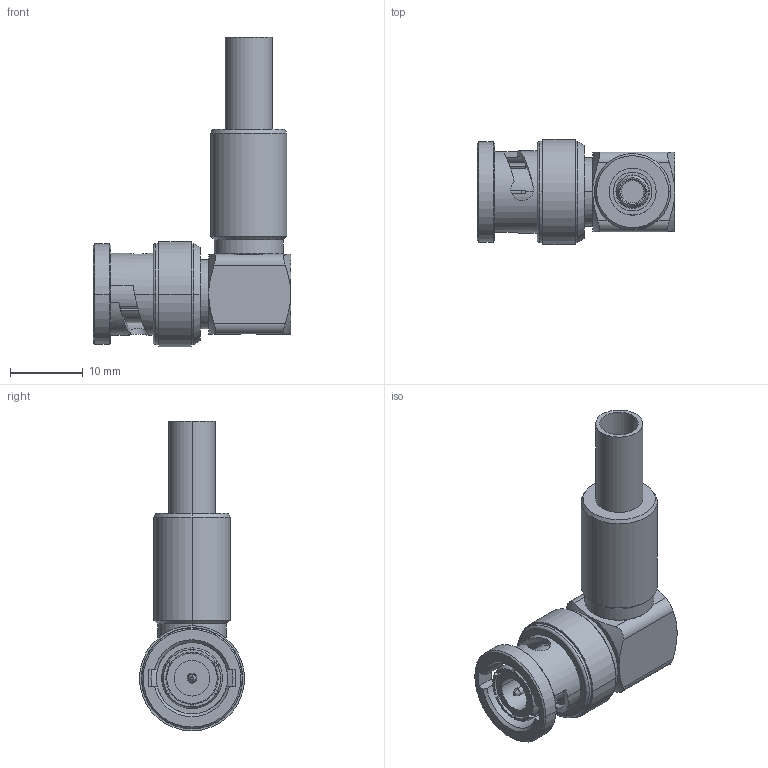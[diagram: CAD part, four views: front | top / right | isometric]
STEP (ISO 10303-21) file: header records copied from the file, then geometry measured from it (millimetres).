
FILE_DESCRIPTION((''),'2;1');
FILE_NAME('112182_SW0001','2018-11-21T',('Lokesh'),(''),'CREO PARAMETRIC BY PTC INC, 2017020','CREO PARAMETRIC BY PTC INC, 2017020','');
FILE_SCHEMA(('CONFIG_CONTROL_DESIGN'));
Length unit declared in the file: inch
Products named in the file (1): 112182_SW0001
Bounding box: 27.19 x 14.48 x 42.64 mm (x, y, z)
Volume: 4612.3 mm3; surface area: 3413.9 mm2
Topology: 1 solids, 1 shells, 326 faces, 882 edges, 570 vertices
Faces by surface type: cylinder 178, plane 98, cone 38, torus 8, bspline 4
Entity records: 11286 total; most frequent: CARTESIAN_POINT 2722, DIRECTION 1946, ORIENTED_EDGE 1764, EDGE_CURVE 882, AXIS2_PLACEMENT_3D 810, VERTEX_POINT 570, CIRCLE 488, EDGE_LOOP 342
